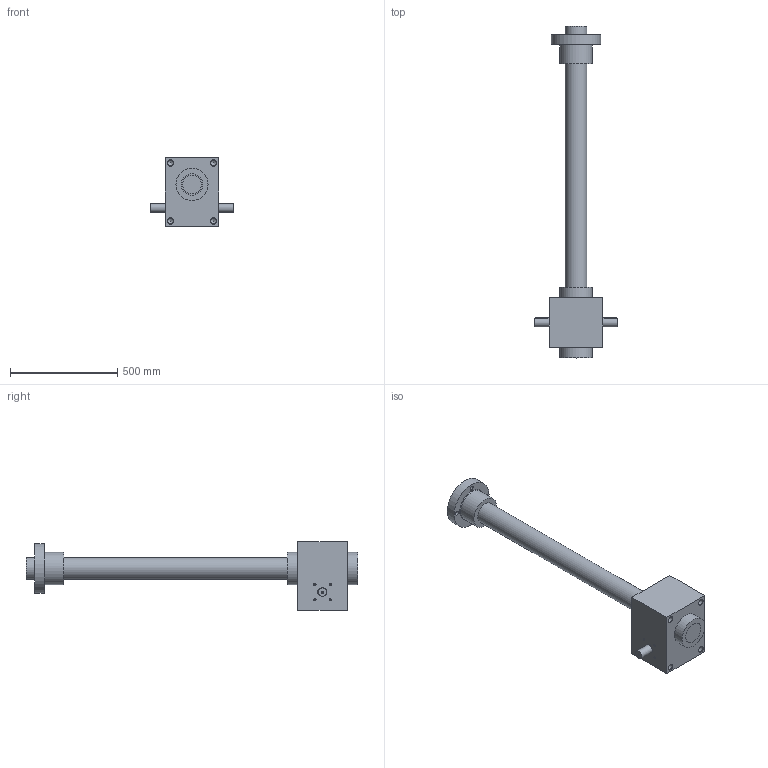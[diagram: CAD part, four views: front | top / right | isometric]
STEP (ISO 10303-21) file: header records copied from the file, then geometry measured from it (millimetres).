
FILE_DESCRIPTION( ( 'STEP AP214' ), ' ' );
FILE_NAME( 'TPR9010_B_-_R.1_10_C.1000_-_-_-_-_-_-.stp', '2017-08-20T11:21:55', ( '' ), ( '' ), ' ', 'PARTsolutions', ' ' );
FILE_SCHEMA( ( 'AUTOMOTIVE_DESIGN { 1 0 10303 214 1 1 1 1 }' ) );
Length unit declared in the file: millimetre
Products named in the file (5): TPR9010_B_-_R.1/10_C.1000_-_-_-_-_-_-; _TPR9010_1_1_1_1_tpr_1; _TPR9010-2; _TPR9010_1000_11-_tpr_3; _TPR9010_1000_1_tpr_4
Assembly tree (5 placements, depth 2):
  TPR9010_B_-_R.1/10_C.1000_-_-_-_-_-_-
    _TPR9010_1_1_1_1_tpr_1
    _TPR9010-2  x2
    _TPR9010_1000_11-_tpr_3
    _TPR9010_1000_1_tpr_4
Bounding box: 390 x 1545 x 320 mm (x, y, z)
Volume: 32790686.3 mm3; surface area: 1361624.1 mm2
Topology: 5 solids, 5 shells, 206 faces, 521 edges, 338 vertices
Faces by surface type: plane 97, cylinder 68, cone 40, torus 1
Full cylindrical faces by diameter (mm): 8.376 x10, 20 x4, 26.211 x8, 40 x3, 88 x2, 100 x1, 150 x3, 230 x1
Entity records: 7110 total; most frequent: CARTESIAN_POINT 998, DIRECTION 948, ORIENTED_EDGE 800, EDGE_CURVE 400, AXIS2_PLACEMENT_3D 349, VERTEX_POINT 311, EDGE_LOOP 290, LINE 250
